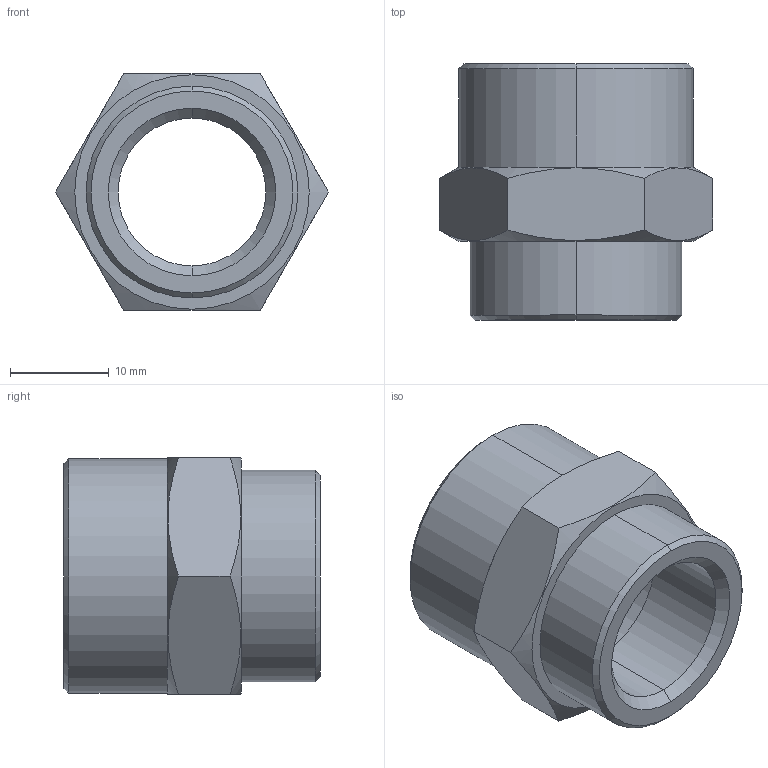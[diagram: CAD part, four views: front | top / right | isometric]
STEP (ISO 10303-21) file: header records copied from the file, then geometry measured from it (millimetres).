
FILE_DESCRIPTION (( 'STEP AP203' ), '1' );
FILE_NAME ('05080304.STEP', '2010-09-13T06:42:49', ( 'Flavio' ), ( '' ), 'SwSTEP 2.0', 'SolidWorks 2009', '' );
FILE_SCHEMA (( 'CONFIG_CONTROL_DESIGN' ));
Length unit declared in the file: millimetre
Products named in the file (1): 05080304
Bounding box: 27.71 x 26 x 24 mm (x, y, z)
Volume: 4930.1 mm3; surface area: 3803.1 mm2
Topology: 1 solids, 1 shells, 31 faces, 70 edges, 42 vertices
Faces by surface type: cone 14, plane 9, cylinder 8
Entity records: 1043 total; most frequent: CARTESIAN_POINT 280, DIRECTION 144, ORIENTED_EDGE 140, EDGE_CURVE 70, AXIS2_PLACEMENT_3D 58, VERTEX_POINT 42, EDGE_LOOP 34, ADVANCED_FACE 31
